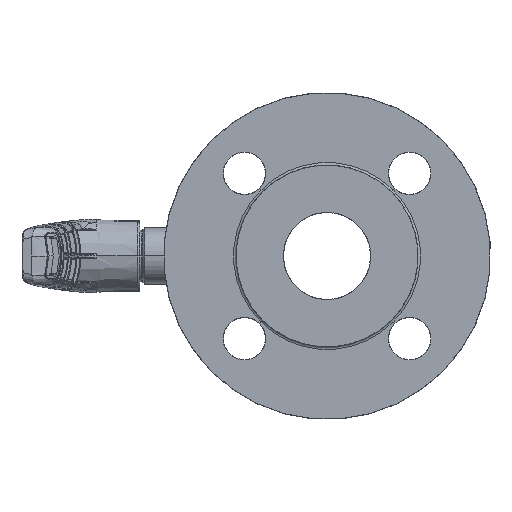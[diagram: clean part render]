
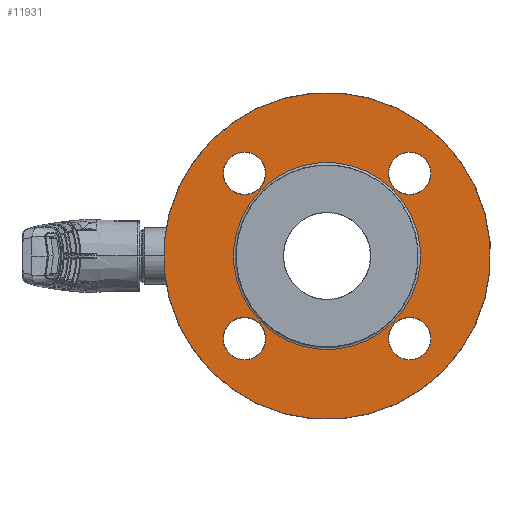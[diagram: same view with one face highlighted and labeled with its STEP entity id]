
A CAD part, left-side view. The second image highlights one B-rep face of the part: STEP entity #11931.
In plain terms, the highlighted planar face has unit normal (-1, 0, 0).
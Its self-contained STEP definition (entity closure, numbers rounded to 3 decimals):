
#998 = AXIS2_PLACEMENT_3D ( 'NONE', #24614, #16236, #3322 ) ;
#1281 = DIRECTION ( 'NONE',  ( 0., 0.707, -0.707 ) ) ;
#1521 = ORIENTED_EDGE ( 'NONE', *, *, #43688, .T. ) ;
#3083 = CARTESIAN_POINT ( 'NONE',  ( -87., 35.355, -35.355 ) ) ;
#3322 = DIRECTION ( 'NONE',  ( 0., 0.707, -0.707 ) ) ;
#4537 = ORIENTED_EDGE ( 'NONE', *, *, #22027, .T. ) ;
#5066 = AXIS2_PLACEMENT_3D ( 'NONE', #3083, #12018, #24756 ) ;
#5277 = VERTEX_POINT ( 'NONE', #39910 ) ;
#5600 = CARTESIAN_POINT ( 'NONE',  ( -87., -35.355, 35.355 ) ) ;
#6248 = AXIS2_PLACEMENT_3D ( 'NONE', #22693, #30940, #1281 ) ;
#6413 = EDGE_CURVE ( 'NONE', #44820, #12951, #20189, .T. ) ;
#7423 = VERTEX_POINT ( 'NONE', #9443 ) ;
#8031 = DIRECTION ( 'NONE',  ( 0., 0.707, -0.707 ) ) ;
#8166 = ORIENTED_EDGE ( 'NONE', *, *, #24478, .F. ) ;
#9035 = DIRECTION ( 'NONE',  ( 0., -0.707, 0.707 ) ) ;
#9303 = ORIENTED_EDGE ( 'NONE', *, *, #6413, .T. ) ;
#9443 = CARTESIAN_POINT ( 'NONE',  ( -87., 49.427, -49.427 ) ) ;
#9516 = VERTEX_POINT ( 'NONE', #10622 ) ;
#9677 = EDGE_LOOP ( 'NONE', ( #22423, #40665 ) ) ;
#10567 = CARTESIAN_POINT ( 'NONE',  ( -87., -28.921, -41.79 ) ) ;
#10584 = AXIS2_PLACEMENT_3D ( 'NONE', #39796, #32620, #54664 ) ;
#10622 = CARTESIAN_POINT ( 'NONE',  ( -87., 41.79, -41.79 ) ) ;
#11931 = ADVANCED_FACE ( 'NONE', ( #55645, #32525, #12759, #22944, #29098, #44750 ), #19007, .F. ) ;
#12018 = DIRECTION ( 'NONE',  ( 1., 0., 0. ) ) ;
#12698 = AXIS2_PLACEMENT_3D ( 'NONE', #30077, #32919, #50394 ) ;
#12759 = FACE_BOUND ( 'NONE', #42896, .T. ) ;
#12951 = VERTEX_POINT ( 'NONE', #10567 ) ;
#13513 = CARTESIAN_POINT ( 'NONE',  ( -87., 41.79, 28.921 ) ) ;
#13646 = VERTEX_POINT ( 'NONE', #13667 ) ;
#13667 = CARTESIAN_POINT ( 'NONE',  ( -87., -28.921, 28.921 ) ) ;
#14060 = DIRECTION ( 'NONE',  ( 1., 0., 0. ) ) ;
#14687 = DIRECTION ( 'NONE',  ( 0., 0.707, -0.707 ) ) ;
#15135 = AXIS2_PLACEMENT_3D ( 'NONE', #26885, #44204, #30712 ) ;
#16236 = DIRECTION ( 'NONE',  ( 1., 0., 0. ) ) ;
#16698 = DIRECTION ( 'NONE',  ( -1., 0., 0. ) ) ;
#17455 = AXIS2_PLACEMENT_3D ( 'NONE', #31922, #45392, #19328 ) ;
#17460 = VERTEX_POINT ( 'NONE', #51023 ) ;
#18307 = ORIENTED_EDGE ( 'NONE', *, *, #51472, .T. ) ;
#18999 = AXIS2_PLACEMENT_3D ( 'NONE', #22977, #14060, #40540 ) ;
#19007 = PLANE ( 'NONE',  #18999 ) ;
#19328 = DIRECTION ( 'NONE',  ( 0., 0.707, -0.707 ) ) ;
#19381 = CIRCLE ( 'NONE', #41350, 9.1 ) ;
#19520 = CIRCLE ( 'NONE', #17455, 69.9 ) ;
#20189 = CIRCLE ( 'NONE', #998, 9.1 ) ;
#20231 = EDGE_CURVE ( 'NONE', #9516, #41811, #25341, .T. ) ;
#22027 = EDGE_CURVE ( 'NONE', #37943, #17460, #22685, .T. ) ;
#22423 = ORIENTED_EDGE ( 'NONE', *, *, #34757, .T. ) ;
#22454 = AXIS2_PLACEMENT_3D ( 'NONE', #52546, #48764, #9035 ) ;
#22469 = AXIS2_PLACEMENT_3D ( 'NONE', #38425, #16698, #34794 ) ;
#22685 = CIRCLE ( 'NONE', #15135, 9.1 ) ;
#22693 = CARTESIAN_POINT ( 'NONE',  ( -87., -35.355, -35.355 ) ) ;
#22944 = FACE_BOUND ( 'NONE', #30691, .T. ) ;
#22977 = CARTESIAN_POINT ( 'NONE',  ( -87., 49.497, 49.497 ) ) ;
#22982 = EDGE_CURVE ( 'NONE', #13646, #46015, #43133, .T. ) ;
#23688 = CARTESIAN_POINT ( 'NONE',  ( -87., 28.921, -28.921 ) ) ;
#23936 = ORIENTED_EDGE ( 'NONE', *, *, #40138, .T. ) ;
#24280 = VERTEX_POINT ( 'NONE', #32640 ) ;
#24478 = EDGE_CURVE ( 'NONE', #24280, #55616, #34721, .T. ) ;
#24614 = CARTESIAN_POINT ( 'NONE',  ( -87., -35.355, -35.355 ) ) ;
#24756 = DIRECTION ( 'NONE',  ( 0., 0.707, -0.707 ) ) ;
#25324 = DIRECTION ( 'NONE',  ( 1., 0., 0. ) ) ;
#25341 = CIRCLE ( 'NONE', #12698, 9.1 ) ;
#26169 = EDGE_CURVE ( 'NONE', #5277, #7423, #19520, .T. ) ;
#26481 = AXIS2_PLACEMENT_3D ( 'NONE', #5600, #27845, #14687 ) ;
#26885 = CARTESIAN_POINT ( 'NONE',  ( -87., 35.355, 35.355 ) ) ;
#27550 = AXIS2_PLACEMENT_3D ( 'NONE', #32245, #28437, #45913 ) ;
#27845 = DIRECTION ( 'NONE',  ( 1., 0., 0. ) ) ;
#28437 = DIRECTION ( 'NONE',  ( 1., 0., 0. ) ) ;
#28603 = CIRCLE ( 'NONE', #6248, 9.1 ) ;
#29098 = FACE_BOUND ( 'NONE', #30706, .T. ) ;
#29103 = EDGE_CURVE ( 'NONE', #46015, #13646, #41562, .T. ) ;
#29343 = CARTESIAN_POINT ( 'NONE',  ( -87., 35.355, 35.355 ) ) ;
#29661 = ORIENTED_EDGE ( 'NONE', *, *, #20231, .T. ) ;
#29710 = CARTESIAN_POINT ( 'NONE',  ( -87., -41.79, -28.921 ) ) ;
#30077 = CARTESIAN_POINT ( 'NONE',  ( -87., 35.355, -35.355 ) ) ;
#30644 = CIRCLE ( 'NONE', #22469, 40. ) ;
#30691 = EDGE_LOOP ( 'NONE', ( #23936, #29661 ) ) ;
#30706 = EDGE_LOOP ( 'NONE', ( #18307, #4537 ) ) ;
#30712 = DIRECTION ( 'NONE',  ( 0., 0.707, -0.707 ) ) ;
#30940 = DIRECTION ( 'NONE',  ( 1., 0., 0. ) ) ;
#31922 = CARTESIAN_POINT ( 'NONE',  ( -87., 0., 0. ) ) ;
#32245 = CARTESIAN_POINT ( 'NONE',  ( -87., -35.355, 35.355 ) ) ;
#32525 = FACE_BOUND ( 'NONE', #51707, .T. ) ;
#32597 = ORIENTED_EDGE ( 'NONE', *, *, #22982, .T. ) ;
#32620 = DIRECTION ( 'NONE',  ( -1., 0., 0. ) ) ;
#32640 = CARTESIAN_POINT ( 'NONE',  ( -87., -28.284, 28.284 ) ) ;
#32919 = DIRECTION ( 'NONE',  ( 1., 0., 0. ) ) ;
#33931 = ORIENTED_EDGE ( 'NONE', *, *, #54056, .F. ) ;
#34721 = CIRCLE ( 'NONE', #22454, 40. ) ;
#34757 = EDGE_CURVE ( 'NONE', #7423, #5277, #36644, .T. ) ;
#34794 = DIRECTION ( 'NONE',  ( 0., -0.707, 0.707 ) ) ;
#36644 = CIRCLE ( 'NONE', #10584, 69.9 ) ;
#37943 = VERTEX_POINT ( 'NONE', #13513 ) ;
#38260 = ORIENTED_EDGE ( 'NONE', *, *, #29103, .T. ) ;
#38425 = CARTESIAN_POINT ( 'NONE',  ( -87., 0., 0. ) ) ;
#39796 = CARTESIAN_POINT ( 'NONE',  ( -87., 0., 0. ) ) ;
#39910 = CARTESIAN_POINT ( 'NONE',  ( -87., -49.427, 49.427 ) ) ;
#40138 = EDGE_CURVE ( 'NONE', #41811, #9516, #47436, .T. ) ;
#40540 = DIRECTION ( 'NONE',  ( 0., 0.707, -0.707 ) ) ;
#40665 = ORIENTED_EDGE ( 'NONE', *, *, #26169, .T. ) ;
#41350 = AXIS2_PLACEMENT_3D ( 'NONE', #29343, #25324, #8031 ) ;
#41562 = CIRCLE ( 'NONE', #26481, 9.1 ) ;
#41811 = VERTEX_POINT ( 'NONE', #23688 ) ;
#42896 = EDGE_LOOP ( 'NONE', ( #9303, #1521 ) ) ;
#43133 = CIRCLE ( 'NONE', #27550, 9.1 ) ;
#43239 = CARTESIAN_POINT ( 'NONE',  ( -87., 28.284, -28.284 ) ) ;
#43688 = EDGE_CURVE ( 'NONE', #12951, #44820, #28603, .T. ) ;
#44204 = DIRECTION ( 'NONE',  ( 1., 0., 0. ) ) ;
#44340 = CARTESIAN_POINT ( 'NONE',  ( -87., -41.79, 41.79 ) ) ;
#44750 = FACE_BOUND ( 'NONE', #44777, .T. ) ;
#44777 = EDGE_LOOP ( 'NONE', ( #8166, #33931 ) ) ;
#44820 = VERTEX_POINT ( 'NONE', #29710 ) ;
#45392 = DIRECTION ( 'NONE',  ( -1., 0., 0. ) ) ;
#45913 = DIRECTION ( 'NONE',  ( 0., 0.707, -0.707 ) ) ;
#46015 = VERTEX_POINT ( 'NONE', #44340 ) ;
#47436 = CIRCLE ( 'NONE', #5066, 9.1 ) ;
#48764 = DIRECTION ( 'NONE',  ( -1., 0., 0. ) ) ;
#50394 = DIRECTION ( 'NONE',  ( 0., 0.707, -0.707 ) ) ;
#51023 = CARTESIAN_POINT ( 'NONE',  ( -87., 28.921, 41.79 ) ) ;
#51472 = EDGE_CURVE ( 'NONE', #17460, #37943, #19381, .T. ) ;
#51707 = EDGE_LOOP ( 'NONE', ( #38260, #32597 ) ) ;
#52546 = CARTESIAN_POINT ( 'NONE',  ( -87., 0., 0. ) ) ;
#54056 = EDGE_CURVE ( 'NONE', #55616, #24280, #30644, .T. ) ;
#54664 = DIRECTION ( 'NONE',  ( 0., 0.707, -0.707 ) ) ;
#55616 = VERTEX_POINT ( 'NONE', #43239 ) ;
#55645 = FACE_OUTER_BOUND ( 'NONE', #9677, .T. ) ;
